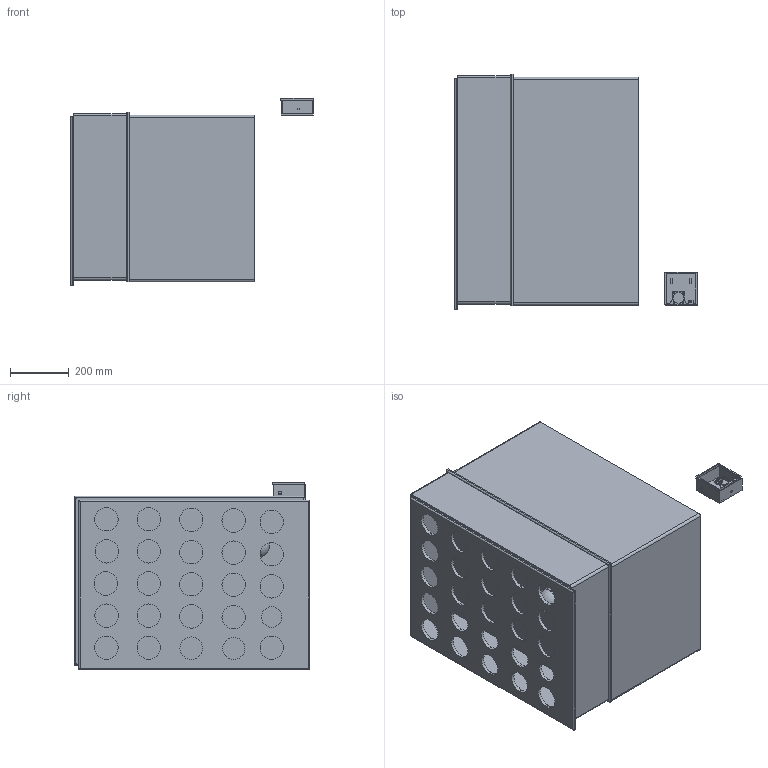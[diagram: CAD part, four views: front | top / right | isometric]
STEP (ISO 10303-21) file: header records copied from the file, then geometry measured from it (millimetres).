
FILE_DESCRIPTION(('CATIA V5 STEP Exchange','CAx-IF Rec.Pracs.--- Model Styling and Organization---1.5--- 2016-08-15','CAx-IF Rec.Pracs.---Supplemental Geometry---1.0---2011-11-01','CAx-IF Rec.Pracs.--- Composite Materials ---3.4---2017-06-13','CAx-IF Rec.Pracs.---Tessellated 3D Geometry---1.0---2015-12-17'),'2;1');
FILE_NAME('Assembly V2.stp','2026-02-10T14:07:23+00:00',('none'),('none'),'CATIA Version 5-6 Release 2023 SP4','CATIA V5 STEP AP242 v3','none');
FILE_SCHEMA(('AP242_MANAGED_MODEL_BASED_3D_ENGINEERING_MIM_LF {1 0 10303 442 1 1 4}'));
Length unit declared in the file: millimetre
Products named in the file (10): Product1; Assembly; IKEA_GrowBed_Approx; IKEA_Resivior_Approx; IKEA_Samla_Lock; IKea_Samla_LockNot; WaterPump; Overflov valve; Part1; Part2
Assembly tree (9 placements, depth 3):
  Product1
    Assembly
      IKEA_GrowBed_Approx
      IKEA_Resivior_Approx
      IKEA_Samla_Lock
      IKea_Samla_LockNot
      WaterPump
      Overflov valve
    Part1
    Part2
Bounding box: 830 x 805 x 641.16 mm (x, y, z)
Volume: 46838236.5 mm3; surface area: 6709880.4 mm2
Topology: 8 solids, 8 shells, 189 faces, 486 edges, 319 vertices
Faces by surface type: cylinder 96, plane 89, torus 2, sphere 2
Entity records: 5788 total; most frequent: CARTESIAN_POINT 1056, ORIENTED_EDGE 968, DIRECTION 806, EDGE_CURVE 484, AXIS2_PLACEMENT_3D 347, VERTEX_POINT 319, VECTOR 294, LINE 294
